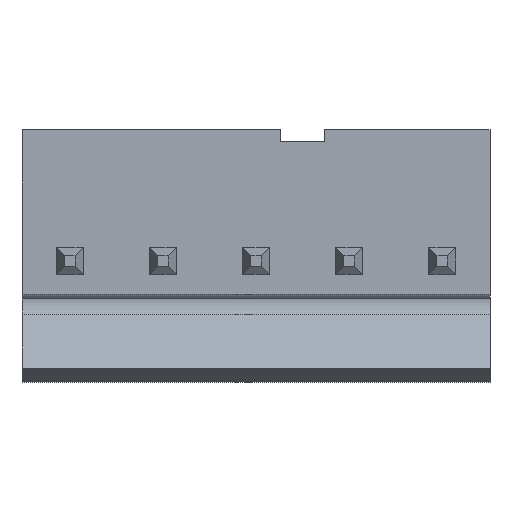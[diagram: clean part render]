
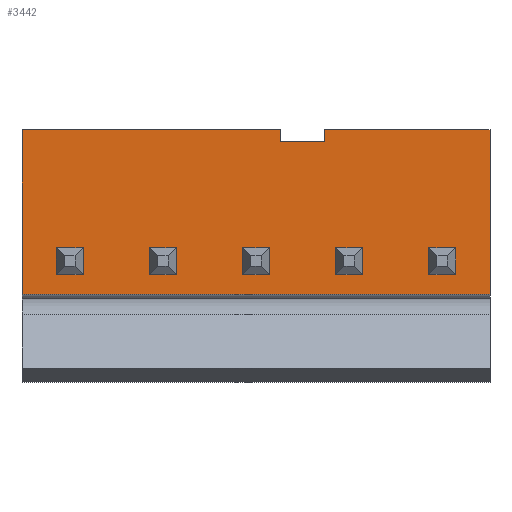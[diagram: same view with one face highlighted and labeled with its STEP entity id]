
A CAD part, top view. The second image highlights one B-rep face of the part: STEP entity #3442.
In plain terms, the highlighted planar face has unit normal (0, 0, 1).
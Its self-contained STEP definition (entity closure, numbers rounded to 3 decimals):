
#475=ORIENTED_EDGE('',*,*,#941,.T.);
#476=ORIENTED_EDGE('',*,*,#822,.T.);
#477=ORIENTED_EDGE('',*,*,#819,.T.);
#478=ORIENTED_EDGE('',*,*,#816,.T.);
#479=ORIENTED_EDGE('',*,*,#812,.T.);
#480=ORIENTED_EDGE('',*,*,#897,.F.);
#481=ORIENTED_EDGE('',*,*,#940,.F.);
#482=ORIENTED_EDGE('',*,*,#943,.T.);
#483=ORIENTED_EDGE('',*,*,#944,.T.);
#484=ORIENTED_EDGE('',*,*,#945,.T.);
#485=ORIENTED_EDGE('',*,*,#946,.T.);
#486=ORIENTED_EDGE('',*,*,#947,.T.);
#487=ORIENTED_EDGE('',*,*,#948,.T.);
#488=ORIENTED_EDGE('',*,*,#949,.T.);
#489=ORIENTED_EDGE('',*,*,#950,.T.);
#490=ORIENTED_EDGE('',*,*,#951,.T.);
#491=ORIENTED_EDGE('',*,*,#952,.T.);
#492=ORIENTED_EDGE('',*,*,#953,.T.);
#493=ORIENTED_EDGE('',*,*,#954,.T.);
#494=ORIENTED_EDGE('',*,*,#955,.T.);
#495=ORIENTED_EDGE('',*,*,#956,.T.);
#496=ORIENTED_EDGE('',*,*,#957,.T.);
#497=ORIENTED_EDGE('',*,*,#958,.T.);
#498=ORIENTED_EDGE('',*,*,#959,.T.);
#499=ORIENTED_EDGE('',*,*,#960,.T.);
#500=ORIENTED_EDGE('',*,*,#961,.T.);
#501=ORIENTED_EDGE('',*,*,#962,.T.);
#502=ORIENTED_EDGE('',*,*,#963,.T.);
#812=EDGE_CURVE('',#1107,#1108,#1357,.T.);
#816=EDGE_CURVE('',#1111,#1107,#1361,.T.);
#819=EDGE_CURVE('',#1113,#1111,#1364,.T.);
#822=EDGE_CURVE('',#1115,#1113,#1367,.T.);
#897=EDGE_CURVE('',#1169,#1108,#1437,.T.);
#940=EDGE_CURVE('',#1194,#1169,#1474,.T.);
#941=EDGE_CURVE('',#1195,#1115,#1475,.T.);
#943=EDGE_CURVE('',#1194,#1195,#1477,.T.);
#944=EDGE_CURVE('',#1196,#1197,#1478,.T.);
#945=EDGE_CURVE('',#1197,#1198,#1479,.T.);
#946=EDGE_CURVE('',#1198,#1199,#1480,.T.);
#947=EDGE_CURVE('',#1199,#1196,#1481,.T.);
#948=EDGE_CURVE('',#1200,#1201,#1482,.T.);
#949=EDGE_CURVE('',#1201,#1202,#1483,.T.);
#950=EDGE_CURVE('',#1202,#1203,#1484,.T.);
#951=EDGE_CURVE('',#1203,#1200,#1485,.T.);
#952=EDGE_CURVE('',#1204,#1205,#1486,.T.);
#953=EDGE_CURVE('',#1205,#1206,#1487,.T.);
#954=EDGE_CURVE('',#1206,#1207,#1488,.T.);
#955=EDGE_CURVE('',#1207,#1204,#1489,.T.);
#956=EDGE_CURVE('',#1208,#1209,#1490,.T.);
#957=EDGE_CURVE('',#1209,#1210,#1491,.T.);
#958=EDGE_CURVE('',#1210,#1211,#1492,.T.);
#959=EDGE_CURVE('',#1211,#1208,#1493,.T.);
#960=EDGE_CURVE('',#1212,#1213,#1494,.T.);
#961=EDGE_CURVE('',#1213,#1214,#1495,.T.);
#962=EDGE_CURVE('',#1214,#1215,#1496,.T.);
#963=EDGE_CURVE('',#1215,#1212,#1497,.T.);
#1107=VERTEX_POINT('',#4496);
#1108=VERTEX_POINT('',#4497);
#1111=VERTEX_POINT('',#4505);
#1113=VERTEX_POINT('',#4511);
#1115=VERTEX_POINT('',#4517);
#1169=VERTEX_POINT('',#4671);
#1194=VERTEX_POINT('',#4756);
#1195=VERTEX_POINT('',#4760);
#1196=VERTEX_POINT('',#4765);
#1197=VERTEX_POINT('',#4766);
#1198=VERTEX_POINT('',#4768);
#1199=VERTEX_POINT('',#4770);
#1200=VERTEX_POINT('',#4773);
#1201=VERTEX_POINT('',#4774);
#1202=VERTEX_POINT('',#4776);
#1203=VERTEX_POINT('',#4778);
#1204=VERTEX_POINT('',#4781);
#1205=VERTEX_POINT('',#4782);
#1206=VERTEX_POINT('',#4784);
#1207=VERTEX_POINT('',#4786);
#1208=VERTEX_POINT('',#4789);
#1209=VERTEX_POINT('',#4790);
#1210=VERTEX_POINT('',#4792);
#1211=VERTEX_POINT('',#4794);
#1212=VERTEX_POINT('',#4797);
#1213=VERTEX_POINT('',#4798);
#1214=VERTEX_POINT('',#4800);
#1215=VERTEX_POINT('',#4802);
#1357=LINE('',#4495,#1680);
#1361=LINE('',#4504,#1684);
#1364=LINE('',#4510,#1687);
#1367=LINE('',#4516,#1690);
#1437=LINE('',#4672,#1760);
#1474=LINE('',#4757,#1797);
#1475=LINE('',#4759,#1798);
#1477=LINE('',#4763,#1800);
#1478=LINE('',#4764,#1801);
#1479=LINE('',#4767,#1802);
#1480=LINE('',#4769,#1803);
#1481=LINE('',#4771,#1804);
#1482=LINE('',#4772,#1805);
#1483=LINE('',#4775,#1806);
#1484=LINE('',#4777,#1807);
#1485=LINE('',#4779,#1808);
#1486=LINE('',#4780,#1809);
#1487=LINE('',#4783,#1810);
#1488=LINE('',#4785,#1811);
#1489=LINE('',#4787,#1812);
#1490=LINE('',#4788,#1813);
#1491=LINE('',#4791,#1814);
#1492=LINE('',#4793,#1815);
#1493=LINE('',#4795,#1816);
#1494=LINE('',#4796,#1817);
#1495=LINE('',#4799,#1818);
#1496=LINE('',#4801,#1819);
#1497=LINE('',#4803,#1820);
#1680=VECTOR('',#3847,1000.);
#1684=VECTOR('',#3853,1000.);
#1687=VECTOR('',#3858,1000.);
#1690=VECTOR('',#3863,1000.);
#1760=VECTOR('',#3995,1000.);
#1797=VECTOR('',#4078,1000.);
#1798=VECTOR('',#4081,1000.);
#1800=VECTOR('',#4085,1000.);
#1801=VECTOR('',#4086,1000.);
#1802=VECTOR('',#4087,1000.);
#1803=VECTOR('',#4088,1000.);
#1804=VECTOR('',#4089,1000.);
#1805=VECTOR('',#4090,1000.);
#1806=VECTOR('',#4091,1000.);
#1807=VECTOR('',#4092,1000.);
#1808=VECTOR('',#4093,1000.);
#1809=VECTOR('',#4094,1000.);
#1810=VECTOR('',#4095,1000.);
#1811=VECTOR('',#4096,1000.);
#1812=VECTOR('',#4097,1000.);
#1813=VECTOR('',#4098,1000.);
#1814=VECTOR('',#4099,1000.);
#1815=VECTOR('',#4100,1000.);
#1816=VECTOR('',#4101,1000.);
#1817=VECTOR('',#4102,1000.);
#1818=VECTOR('',#4103,1000.);
#1819=VECTOR('',#4104,1000.);
#1820=VECTOR('',#4105,1000.);
#2006=EDGE_LOOP('',(#475,#476,#477,#478,#479,#480,#481,#482));
#2007=EDGE_LOOP('',(#483,#484,#485,#486));
#2008=EDGE_LOOP('',(#487,#488,#489,#490));
#2009=EDGE_LOOP('',(#491,#492,#493,#494));
#2010=EDGE_LOOP('',(#495,#496,#497,#498));
#2011=EDGE_LOOP('',(#499,#500,#501,#502));
#2163=FACE_BOUND('',#2006,.T.);
#2164=FACE_BOUND('',#2007,.T.);
#2165=FACE_BOUND('',#2008,.T.);
#2166=FACE_BOUND('',#2009,.T.);
#2167=FACE_BOUND('',#2010,.T.);
#2168=FACE_BOUND('',#2011,.T.);
#2305=PLANE('',#3602);
#3442=ADVANCED_FACE('',(#2163,#2164,#2165,#2166,#2167,#2168),#2305,.T.);
#3602=AXIS2_PLACEMENT_3D('',#4762,#4083,#4084);
#3847=DIRECTION('',(1.,0.,0.));
#3853=DIRECTION('',(0.,-1.,0.));
#3858=DIRECTION('',(1.,0.,0.));
#3863=DIRECTION('',(0.,1.,0.));
#3995=DIRECTION('',(0.,-1.,0.));
#4078=DIRECTION('',(1.,0.,0.));
#4081=DIRECTION('',(1.,0.,0.));
#4083=DIRECTION('',(0.,0.,1.));
#4084=DIRECTION('',(0.,-1.,0.));
#4085=DIRECTION('',(0.,-1.,0.));
#4086=DIRECTION('',(-1.,0.,0.));
#4087=DIRECTION('',(0.,1.,0.));
#4088=DIRECTION('',(1.,0.,0.));
#4089=DIRECTION('',(0.,-1.,0.));
#4090=DIRECTION('',(-1.,0.,0.));
#4091=DIRECTION('',(0.,1.,0.));
#4092=DIRECTION('',(1.,0.,0.));
#4093=DIRECTION('',(0.,-1.,0.));
#4094=DIRECTION('',(-1.,0.,0.));
#4095=DIRECTION('',(0.,1.,0.));
#4096=DIRECTION('',(1.,0.,0.));
#4097=DIRECTION('',(0.,-1.,0.));
#4098=DIRECTION('',(-1.,0.,0.));
#4099=DIRECTION('',(0.,1.,0.));
#4100=DIRECTION('',(1.,0.,0.));
#4101=DIRECTION('',(0.,-1.,0.));
#4102=DIRECTION('',(-1.,0.,0.));
#4103=DIRECTION('',(0.,1.,0.));
#4104=DIRECTION('',(1.,0.,0.));
#4105=DIRECTION('',(0.,-1.,0.));
#4495=CARTESIAN_POINT('',(-9.955,-1.975,1.6));
#4496=CARTESIAN_POINT('',(-1.035,-1.975,1.6));
#4497=CARTESIAN_POINT('',(9.955,-1.975,1.6));
#4504=CARTESIAN_POINT('',(-1.035,-1.475,1.6));
#4505=CARTESIAN_POINT('',(-1.035,-1.475,1.6));
#4510=CARTESIAN_POINT('',(-2.935,-1.475,1.6));
#4511=CARTESIAN_POINT('',(-2.935,-1.475,1.6));
#4516=CARTESIAN_POINT('',(-2.935,-1.975,1.6));
#4517=CARTESIAN_POINT('',(-2.935,-1.975,1.6));
#4671=CARTESIAN_POINT('',(9.955,5.025,1.6));
#4672=CARTESIAN_POINT('',(9.955,-1.975,1.6));
#4756=CARTESIAN_POINT('',(-9.955,5.025,1.6));
#4757=CARTESIAN_POINT('',(-9.955,5.025,1.6));
#4759=CARTESIAN_POINT('',(-9.955,-1.975,1.6));
#4760=CARTESIAN_POINT('',(-9.955,-1.975,1.6));
#4762=CARTESIAN_POINT('',(-9.955,-1.975,1.6));
#4763=CARTESIAN_POINT('',(-9.955,-1.975,1.6));
#4764=CARTESIAN_POINT('',(4.53,3.055,1.6));
#4765=CARTESIAN_POINT('',(4.53,3.055,1.6));
#4766=CARTESIAN_POINT('',(3.39,3.055,1.6));
#4767=CARTESIAN_POINT('',(3.39,3.055,1.6));
#4768=CARTESIAN_POINT('',(3.39,4.195,1.6));
#4769=CARTESIAN_POINT('',(3.39,4.195,1.6));
#4770=CARTESIAN_POINT('',(4.53,4.195,1.6));
#4771=CARTESIAN_POINT('',(4.53,4.195,1.6));
#4772=CARTESIAN_POINT('',(-3.39,3.055,1.6));
#4773=CARTESIAN_POINT('',(-3.39,3.055,1.6));
#4774=CARTESIAN_POINT('',(-4.53,3.055,1.6));
#4775=CARTESIAN_POINT('',(-4.53,3.055,1.6));
#4776=CARTESIAN_POINT('',(-4.53,4.195,1.6));
#4777=CARTESIAN_POINT('',(-4.53,4.195,1.6));
#4778=CARTESIAN_POINT('',(-3.39,4.195,1.6));
#4779=CARTESIAN_POINT('',(-3.39,4.195,1.6));
#4780=CARTESIAN_POINT('',(-7.35,3.055,1.6));
#4781=CARTESIAN_POINT('',(-7.35,3.055,1.6));
#4782=CARTESIAN_POINT('',(-8.49,3.055,1.6));
#4783=CARTESIAN_POINT('',(-8.49,3.055,1.6));
#4784=CARTESIAN_POINT('',(-8.49,4.195,1.6));
#4785=CARTESIAN_POINT('',(-8.49,4.195,1.6));
#4786=CARTESIAN_POINT('',(-7.35,4.195,1.6));
#4787=CARTESIAN_POINT('',(-7.35,4.195,1.6));
#4788=CARTESIAN_POINT('',(0.57,3.055,1.6));
#4789=CARTESIAN_POINT('',(0.57,3.055,1.6));
#4790=CARTESIAN_POINT('',(-0.57,3.055,1.6));
#4791=CARTESIAN_POINT('',(-0.57,3.055,1.6));
#4792=CARTESIAN_POINT('',(-0.57,4.195,1.6));
#4793=CARTESIAN_POINT('',(-0.57,4.195,1.6));
#4794=CARTESIAN_POINT('',(0.57,4.195,1.6));
#4795=CARTESIAN_POINT('',(0.57,4.195,1.6));
#4796=CARTESIAN_POINT('',(8.49,3.055,1.6));
#4797=CARTESIAN_POINT('',(8.49,3.055,1.6));
#4798=CARTESIAN_POINT('',(7.35,3.055,1.6));
#4799=CARTESIAN_POINT('',(7.35,3.055,1.6));
#4800=CARTESIAN_POINT('',(7.35,4.195,1.6));
#4801=CARTESIAN_POINT('',(7.35,4.195,1.6));
#4802=CARTESIAN_POINT('',(8.49,4.195,1.6));
#4803=CARTESIAN_POINT('',(8.49,4.195,1.6));
